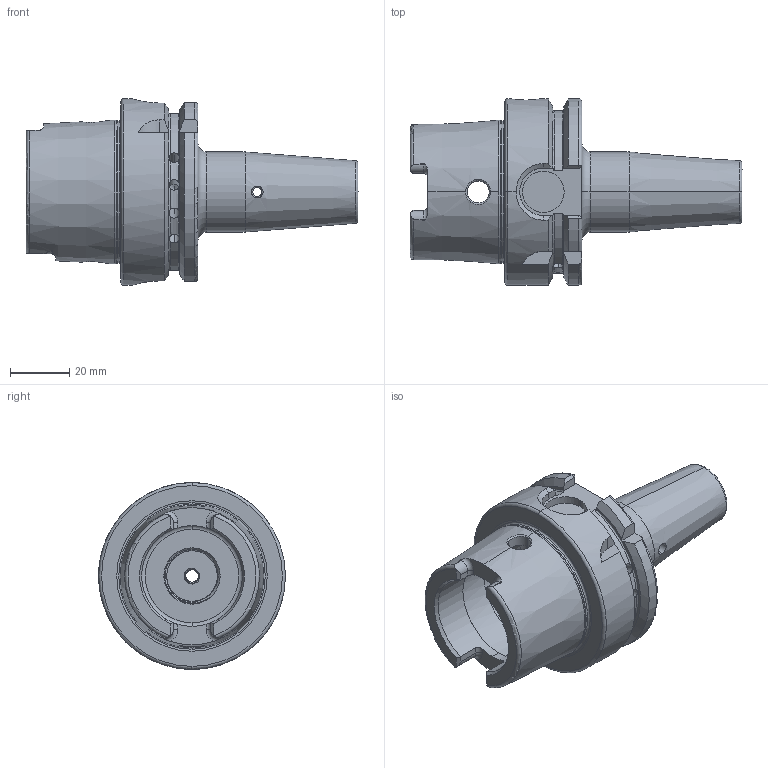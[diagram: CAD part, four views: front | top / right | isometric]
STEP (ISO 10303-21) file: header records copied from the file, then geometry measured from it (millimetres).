
FILE_DESCRIPTION (( 'STEP AP203' ), '1' );
FILE_NAME ('A63.70.06.K.STEP', '2016-11-17T02:10:57', ( '' ), ( '' ), 'SwSTEP 2.0', 'SolidWorks 2012', '' );
FILE_SCHEMA (( 'CONFIG_CONTROL_DESIGN' ));
Products named in the file (1): A63.70.06.K
Bounding box: 112 x 63 x 63 mm (x, y, z)
Volume: 104865.9 mm3; surface area: 29411.6 mm2
Topology: 1 solids, 1 shells, 337 faces, 929 edges, 588 vertices
Faces by surface type: cylinder 180, plane 60, cone 44, torus 33, bspline 20
Entity records: 26568 total; most frequent: CARTESIAN_POINT 18945, ORIENTED_EDGE 1838, DIRECTION 1319, EDGE_CURVE 919, VERTEX_POINT 588, AXIS2_PLACEMENT_3D 513, EDGE_LOOP 357, ADVANCED_FACE 337
